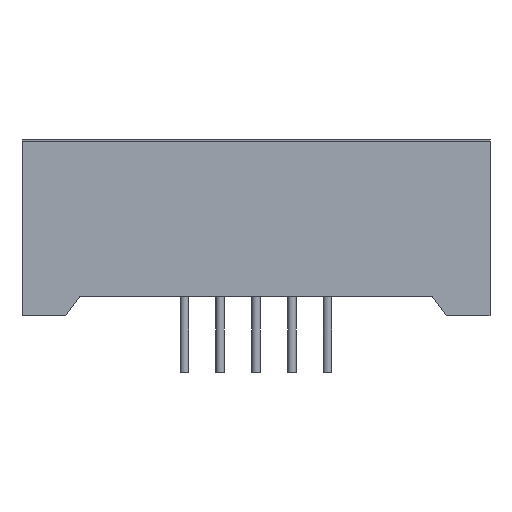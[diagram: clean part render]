
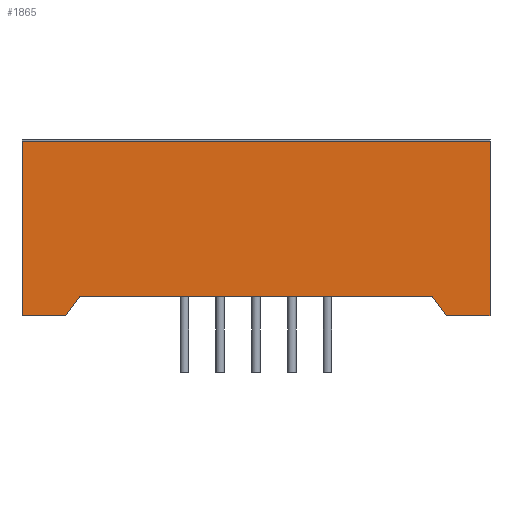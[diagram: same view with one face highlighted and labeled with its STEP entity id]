
A CAD part, front view. The second image highlights one B-rep face of the part: STEP entity #1865.
In plain terms, the highlighted planar face has unit normal (0, -1, 0).
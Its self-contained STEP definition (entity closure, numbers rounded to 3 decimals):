
#1044 = VERTEX_POINT('',#1045);
#1045 = CARTESIAN_POINT('',(-16.6,-23.5,12.4));
#1054 = PLANE('',#1055);
#1055 = AXIS2_PLACEMENT_3D('',#1056,#1057,#1058);
#1056 = CARTESIAN_POINT('',(-16.6,-23.5,0.));
#1057 = DIRECTION('',(1.,0.,0.));
#1058 = DIRECTION('',(0.,0.,1.));
#1066 = PLANE('',#1067);
#1067 = AXIS2_PLACEMENT_3D('',#1068,#1069,#1070);
#1068 = CARTESIAN_POINT('',(-16.6,-23.5,12.4));
#1069 = DIRECTION('',(0.,0.,1.));
#1070 = DIRECTION('',(1.,0.,0.));
#1078 = EDGE_CURVE('',#1079,#1044,#1081,.T.);
#1079 = VERTEX_POINT('',#1080);
#1080 = CARTESIAN_POINT('',(-16.6,-23.5,0.));
#1081 = SURFACE_CURVE('',#1082,(#1086,#1093),.PCURVE_S1.);
#1082 = LINE('',#1083,#1084);
#1083 = CARTESIAN_POINT('',(-16.6,-23.5,0.));
#1084 = VECTOR('',#1085,1.);
#1085 = DIRECTION('',(0.,0.,1.));
#1086 = PCURVE('',#1054,#1087);
#1087 = DEFINITIONAL_REPRESENTATION('',(#1088),#1092);
#1088 = LINE('',#1089,#1090);
#1089 = CARTESIAN_POINT('',(0.,0.));
#1090 = VECTOR('',#1091,1.);
#1091 = DIRECTION('',(1.,0.));
#1092 = ( GEOMETRIC_REPRESENTATION_CONTEXT(2) 
PARAMETRIC_REPRESENTATION_CONTEXT() REPRESENTATION_CONTEXT('2D SPACE',''
  ) );
#1093 = PCURVE('',#1094,#1099);
#1094 = PLANE('',#1095);
#1095 = AXIS2_PLACEMENT_3D('',#1096,#1097,#1098);
#1096 = CARTESIAN_POINT('',(-16.6,-23.5,0.));
#1097 = DIRECTION('',(0.,1.,0.));
#1098 = DIRECTION('',(0.,0.,1.));
#1099 = DEFINITIONAL_REPRESENTATION('',(#1100),#1104);
#1100 = LINE('',#1101,#1102);
#1101 = CARTESIAN_POINT('',(0.,0.));
#1102 = VECTOR('',#1103,1.);
#1103 = DIRECTION('',(1.,0.));
#1104 = ( GEOMETRIC_REPRESENTATION_CONTEXT(2) 
PARAMETRIC_REPRESENTATION_CONTEXT() REPRESENTATION_CONTEXT('2D SPACE',''
  ) );
#1122 = PLANE('',#1123);
#1123 = AXIS2_PLACEMENT_3D('',#1124,#1125,#1126);
#1124 = CARTESIAN_POINT('',(-16.6,-23.5,0.));
#1125 = DIRECTION('',(0.,0.,1.));
#1126 = DIRECTION('',(1.,0.,0.));
#1276 = EDGE_CURVE('',#1044,#1277,#1279,.T.);
#1277 = VERTEX_POINT('',#1278);
#1278 = CARTESIAN_POINT('',(16.6,-23.5,12.4));
#1279 = SURFACE_CURVE('',#1280,(#1284,#1291),.PCURVE_S1.);
#1280 = LINE('',#1281,#1282);
#1281 = CARTESIAN_POINT('',(-16.6,-23.5,12.4));
#1282 = VECTOR('',#1283,1.);
#1283 = DIRECTION('',(1.,0.,0.));
#1284 = PCURVE('',#1066,#1285);
#1285 = DEFINITIONAL_REPRESENTATION('',(#1286),#1290);
#1286 = LINE('',#1287,#1288);
#1287 = CARTESIAN_POINT('',(0.,0.));
#1288 = VECTOR('',#1289,1.);
#1289 = DIRECTION('',(1.,0.));
#1290 = ( GEOMETRIC_REPRESENTATION_CONTEXT(2) 
PARAMETRIC_REPRESENTATION_CONTEXT() REPRESENTATION_CONTEXT('2D SPACE',''
  ) );
#1291 = PCURVE('',#1094,#1292);
#1292 = DEFINITIONAL_REPRESENTATION('',(#1293),#1297);
#1293 = LINE('',#1294,#1295);
#1294 = CARTESIAN_POINT('',(12.4,0.));
#1295 = VECTOR('',#1296,1.);
#1296 = DIRECTION('',(0.,1.));
#1297 = ( GEOMETRIC_REPRESENTATION_CONTEXT(2) 
PARAMETRIC_REPRESENTATION_CONTEXT() REPRESENTATION_CONTEXT('2D SPACE',''
  ) );
#1315 = PLANE('',#1316);
#1316 = AXIS2_PLACEMENT_3D('',#1317,#1318,#1319);
#1317 = CARTESIAN_POINT('',(16.6,-23.5,0.));
#1318 = DIRECTION('',(1.,0.,0.));
#1319 = DIRECTION('',(0.,0.,1.));
#1765 = EDGE_CURVE('',#1079,#1766,#1768,.T.);
#1766 = VERTEX_POINT('',#1767);
#1767 = CARTESIAN_POINT('',(-13.5,-23.5,0.));
#1768 = SURFACE_CURVE('',#1769,(#1773,#1780),.PCURVE_S1.);
#1769 = LINE('',#1770,#1771);
#1770 = CARTESIAN_POINT('',(-16.6,-23.5,0.));
#1771 = VECTOR('',#1772,1.);
#1772 = DIRECTION('',(1.,0.,0.));
#1773 = PCURVE('',#1122,#1774);
#1774 = DEFINITIONAL_REPRESENTATION('',(#1775),#1779);
#1775 = LINE('',#1776,#1777);
#1776 = CARTESIAN_POINT('',(0.,0.));
#1777 = VECTOR('',#1778,1.);
#1778 = DIRECTION('',(1.,0.));
#1779 = ( GEOMETRIC_REPRESENTATION_CONTEXT(2) 
PARAMETRIC_REPRESENTATION_CONTEXT() REPRESENTATION_CONTEXT('2D SPACE',''
  ) );
#1780 = PCURVE('',#1094,#1781);
#1781 = DEFINITIONAL_REPRESENTATION('',(#1782),#1786);
#1782 = LINE('',#1783,#1784);
#1783 = CARTESIAN_POINT('',(0.,0.));
#1784 = VECTOR('',#1785,1.);
#1785 = DIRECTION('',(0.,1.));
#1786 = ( GEOMETRIC_REPRESENTATION_CONTEXT(2) 
PARAMETRIC_REPRESENTATION_CONTEXT() REPRESENTATION_CONTEXT('2D SPACE',''
  ) );
#1804 = PLANE('',#1805);
#1805 = AXIS2_PLACEMENT_3D('',#1806,#1807,#1808);
#1806 = CARTESIAN_POINT('',(-13.,-23.5,0.7));
#1807 = DIRECTION('',(0.814,0.,-0.581));
#1808 = DIRECTION('',(0.,1.,0.));
#1865 = ADVANCED_FACE('',(#1866),#1094,.F.);
#1866 = FACE_BOUND('',#1867,.F.);
#1867 = EDGE_LOOP('',(#1868,#1869,#1870,#1871,#1894,#1922,#1950,#1978));
#1868 = ORIENTED_EDGE('',*,*,#1765,.F.);
#1869 = ORIENTED_EDGE('',*,*,#1078,.T.);
#1870 = ORIENTED_EDGE('',*,*,#1276,.T.);
#1871 = ORIENTED_EDGE('',*,*,#1872,.F.);
#1872 = EDGE_CURVE('',#1873,#1277,#1875,.T.);
#1873 = VERTEX_POINT('',#1874);
#1874 = CARTESIAN_POINT('',(16.6,-23.5,0.));
#1875 = SURFACE_CURVE('',#1876,(#1880,#1887),.PCURVE_S1.);
#1876 = LINE('',#1877,#1878);
#1877 = CARTESIAN_POINT('',(16.6,-23.5,0.));
#1878 = VECTOR('',#1879,1.);
#1879 = DIRECTION('',(0.,0.,1.));
#1880 = PCURVE('',#1094,#1881);
#1881 = DEFINITIONAL_REPRESENTATION('',(#1882),#1886);
#1882 = LINE('',#1883,#1884);
#1883 = CARTESIAN_POINT('',(0.,33.2));
#1884 = VECTOR('',#1885,1.);
#1885 = DIRECTION('',(1.,0.));
#1886 = ( GEOMETRIC_REPRESENTATION_CONTEXT(2) 
PARAMETRIC_REPRESENTATION_CONTEXT() REPRESENTATION_CONTEXT('2D SPACE',''
  ) );
#1887 = PCURVE('',#1315,#1888);
#1888 = DEFINITIONAL_REPRESENTATION('',(#1889),#1893);
#1889 = LINE('',#1890,#1891);
#1890 = CARTESIAN_POINT('',(0.,0.));
#1891 = VECTOR('',#1892,1.);
#1892 = DIRECTION('',(1.,0.));
#1893 = ( GEOMETRIC_REPRESENTATION_CONTEXT(2) 
PARAMETRIC_REPRESENTATION_CONTEXT() REPRESENTATION_CONTEXT('2D SPACE',''
  ) );
#1894 = ORIENTED_EDGE('',*,*,#1895,.F.);
#1895 = EDGE_CURVE('',#1896,#1873,#1898,.T.);
#1896 = VERTEX_POINT('',#1897);
#1897 = CARTESIAN_POINT('',(13.5,-23.5,0.));
#1898 = SURFACE_CURVE('',#1899,(#1903,#1910),.PCURVE_S1.);
#1899 = LINE('',#1900,#1901);
#1900 = CARTESIAN_POINT('',(-16.6,-23.5,0.));
#1901 = VECTOR('',#1902,1.);
#1902 = DIRECTION('',(1.,0.,0.));
#1903 = PCURVE('',#1094,#1904);
#1904 = DEFINITIONAL_REPRESENTATION('',(#1905),#1909);
#1905 = LINE('',#1906,#1907);
#1906 = CARTESIAN_POINT('',(0.,0.));
#1907 = VECTOR('',#1908,1.);
#1908 = DIRECTION('',(0.,1.));
#1909 = ( GEOMETRIC_REPRESENTATION_CONTEXT(2) 
PARAMETRIC_REPRESENTATION_CONTEXT() REPRESENTATION_CONTEXT('2D SPACE',''
  ) );
#1910 = PCURVE('',#1911,#1916);
#1911 = PLANE('',#1912);
#1912 = AXIS2_PLACEMENT_3D('',#1913,#1914,#1915);
#1913 = CARTESIAN_POINT('',(-16.6,-23.5,0.));
#1914 = DIRECTION('',(0.,0.,1.));
#1915 = DIRECTION('',(1.,0.,0.));
#1916 = DEFINITIONAL_REPRESENTATION('',(#1917),#1921);
#1917 = LINE('',#1918,#1919);
#1918 = CARTESIAN_POINT('',(0.,0.));
#1919 = VECTOR('',#1920,1.);
#1920 = DIRECTION('',(1.,0.));
#1921 = ( GEOMETRIC_REPRESENTATION_CONTEXT(2) 
PARAMETRIC_REPRESENTATION_CONTEXT() REPRESENTATION_CONTEXT('2D SPACE',''
  ) );
#1922 = ORIENTED_EDGE('',*,*,#1923,.T.);
#1923 = EDGE_CURVE('',#1896,#1924,#1926,.T.);
#1924 = VERTEX_POINT('',#1925);
#1925 = CARTESIAN_POINT('',(12.5,-23.5,1.4));
#1926 = SURFACE_CURVE('',#1927,(#1931,#1938),.PCURVE_S1.);
#1927 = LINE('',#1928,#1929);
#1928 = CARTESIAN_POINT('',(8.713,-23.5,6.702));
#1929 = VECTOR('',#1930,1.);
#1930 = DIRECTION('',(-0.581,0.,0.814));
#1931 = PCURVE('',#1094,#1932);
#1932 = DEFINITIONAL_REPRESENTATION('',(#1933),#1937);
#1933 = LINE('',#1934,#1935);
#1934 = CARTESIAN_POINT('',(6.702,25.313));
#1935 = VECTOR('',#1936,1.);
#1936 = DIRECTION('',(0.814,-0.581));
#1937 = ( GEOMETRIC_REPRESENTATION_CONTEXT(2) 
PARAMETRIC_REPRESENTATION_CONTEXT() REPRESENTATION_CONTEXT('2D SPACE',''
  ) );
#1938 = PCURVE('',#1939,#1944);
#1939 = PLANE('',#1940);
#1940 = AXIS2_PLACEMENT_3D('',#1941,#1942,#1943);
#1941 = CARTESIAN_POINT('',(13.,-23.5,0.7));
#1942 = DIRECTION('',(0.814,0.,0.581));
#1943 = DIRECTION('',(0.,1.,0.));
#1944 = DEFINITIONAL_REPRESENTATION('',(#1945),#1949);
#1945 = LINE('',#1946,#1947);
#1946 = CARTESIAN_POINT('',(0.,7.376));
#1947 = VECTOR('',#1948,1.);
#1948 = DIRECTION('',(0.,1.));
#1949 = ( GEOMETRIC_REPRESENTATION_CONTEXT(2) 
PARAMETRIC_REPRESENTATION_CONTEXT() REPRESENTATION_CONTEXT('2D SPACE',''
  ) );
#1950 = ORIENTED_EDGE('',*,*,#1951,.F.);
#1951 = EDGE_CURVE('',#1952,#1924,#1954,.T.);
#1952 = VERTEX_POINT('',#1953);
#1953 = CARTESIAN_POINT('',(-12.5,-23.5,1.4));
#1954 = SURFACE_CURVE('',#1955,(#1959,#1966),.PCURVE_S1.);
#1955 = LINE('',#1956,#1957);
#1956 = CARTESIAN_POINT('',(-13.5,-23.5,1.4));
#1957 = VECTOR('',#1958,1.);
#1958 = DIRECTION('',(1.,0.,0.));
#1959 = PCURVE('',#1094,#1960);
#1960 = DEFINITIONAL_REPRESENTATION('',(#1961),#1965);
#1961 = LINE('',#1962,#1963);
#1962 = CARTESIAN_POINT('',(1.4,3.1));
#1963 = VECTOR('',#1964,1.);
#1964 = DIRECTION('',(0.,1.));
#1965 = ( GEOMETRIC_REPRESENTATION_CONTEXT(2) 
PARAMETRIC_REPRESENTATION_CONTEXT() REPRESENTATION_CONTEXT('2D SPACE',''
  ) );
#1966 = PCURVE('',#1967,#1972);
#1967 = PLANE('',#1968);
#1968 = AXIS2_PLACEMENT_3D('',#1969,#1970,#1971);
#1969 = CARTESIAN_POINT('',(-13.5,-23.5,1.4));
#1970 = DIRECTION('',(0.,0.,1.));
#1971 = DIRECTION('',(1.,0.,0.));
#1972 = DEFINITIONAL_REPRESENTATION('',(#1973),#1977);
#1973 = LINE('',#1974,#1975);
#1974 = CARTESIAN_POINT('',(0.,0.));
#1975 = VECTOR('',#1976,1.);
#1976 = DIRECTION('',(1.,0.));
#1977 = ( GEOMETRIC_REPRESENTATION_CONTEXT(2) 
PARAMETRIC_REPRESENTATION_CONTEXT() REPRESENTATION_CONTEXT('2D SPACE',''
  ) );
#1978 = ORIENTED_EDGE('',*,*,#1979,.F.);
#1979 = EDGE_CURVE('',#1766,#1952,#1980,.T.);
#1980 = SURFACE_CURVE('',#1981,(#1985,#1992),.PCURVE_S1.);
#1981 = LINE('',#1982,#1983);
#1982 = CARTESIAN_POINT('',(-13.274,-23.5,0.317));
#1983 = VECTOR('',#1984,1.);
#1984 = DIRECTION('',(0.581,0.,0.814));
#1985 = PCURVE('',#1094,#1986);
#1986 = DEFINITIONAL_REPRESENTATION('',(#1987),#1991);
#1987 = LINE('',#1988,#1989);
#1988 = CARTESIAN_POINT('',(0.317,3.326));
#1989 = VECTOR('',#1990,1.);
#1990 = DIRECTION('',(0.814,0.581));
#1991 = ( GEOMETRIC_REPRESENTATION_CONTEXT(2) 
PARAMETRIC_REPRESENTATION_CONTEXT() REPRESENTATION_CONTEXT('2D SPACE',''
  ) );
#1992 = PCURVE('',#1804,#1993);
#1993 = DEFINITIONAL_REPRESENTATION('',(#1994),#1998);
#1994 = LINE('',#1995,#1996);
#1995 = CARTESIAN_POINT('',(0.,-0.471));
#1996 = VECTOR('',#1997,1.);
#1997 = DIRECTION('',(0.,1.));
#1998 = ( GEOMETRIC_REPRESENTATION_CONTEXT(2) 
PARAMETRIC_REPRESENTATION_CONTEXT() REPRESENTATION_CONTEXT('2D SPACE',''
  ) );
